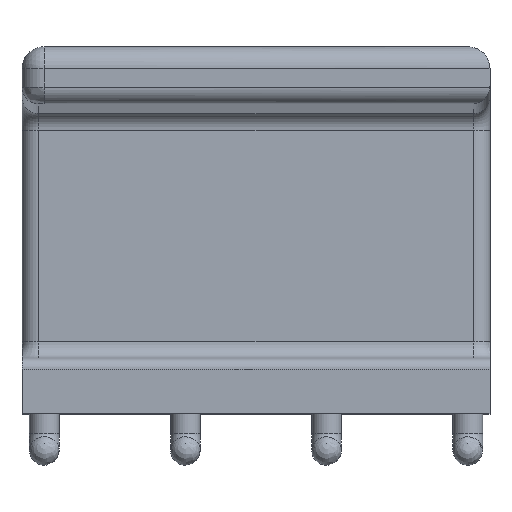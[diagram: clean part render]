
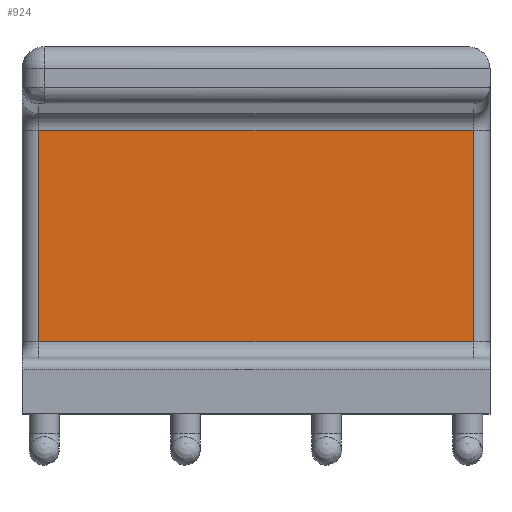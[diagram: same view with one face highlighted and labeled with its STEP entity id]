
A CAD part, top view. The second image highlights one B-rep face of the part: STEP entity #924.
In plain terms, the highlighted planar face has unit normal (0, 0, 1).
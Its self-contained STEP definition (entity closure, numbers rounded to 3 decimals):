
#56=PLANE('',#1034);
#93=LINE('',#1562,#145);
#96=LINE('',#1598,#148);
#97=LINE('',#1600,#149);
#102=LINE('',#1607,#154);
#145=VECTOR('',#1207,10.);
#148=VECTOR('',#1238,10.);
#149=VECTOR('',#1241,10.);
#154=VECTOR('',#1250,10.);
#217=FACE_OUTER_BOUND('',#273,.T.);
#273=EDGE_LOOP('',(#734,#735,#736,#737));
#412=VERTEX_POINT('',#1556);
#413=VERTEX_POINT('',#1560);
#418=VERTEX_POINT('',#1582);
#422=VERTEX_POINT('',#1594);
#514=EDGE_CURVE('',#413,#412,#93,.T.);
#527=EDGE_CURVE('',#412,#422,#96,.T.);
#528=EDGE_CURVE('',#422,#418,#97,.T.);
#533=EDGE_CURVE('',#418,#413,#102,.T.);
#734=ORIENTED_EDGE('',*,*,#514,.F.);
#735=ORIENTED_EDGE('',*,*,#533,.F.);
#736=ORIENTED_EDGE('',*,*,#528,.F.);
#737=ORIENTED_EDGE('',*,*,#527,.F.);
#924=ADVANCED_FACE('',(#217),#56,.F.);
#1034=AXIS2_PLACEMENT_3D('',#1615,#1260,#1261);
#1207=DIRECTION('',(-1.,0.,0.));
#1238=DIRECTION('',(0.,1.,0.));
#1241=DIRECTION('',(1.,0.,0.));
#1250=DIRECTION('',(0.,-1.,0.));
#1260=DIRECTION('center_axis',(0.,0.,-1.));
#1261=DIRECTION('ref_axis',(0.,-1.,0.));
#1556=CARTESIAN_POINT('',(3.,13.,7.));
#1560=CARTESIAN_POINT('',(81.2,13.,7.));
#1562=CARTESIAN_POINT('',(84.2,13.,7.));
#1582=CARTESIAN_POINT('',(81.2,51.103,7.));
#1594=CARTESIAN_POINT('',(3.,51.103,7.));
#1598=CARTESIAN_POINT('',(3.,29.5,7.));
#1600=CARTESIAN_POINT('',(84.2,51.103,7.));
#1607=CARTESIAN_POINT('',(81.2,27.,7.));
#1615=CARTESIAN_POINT('Origin',(84.2,54.,7.));
